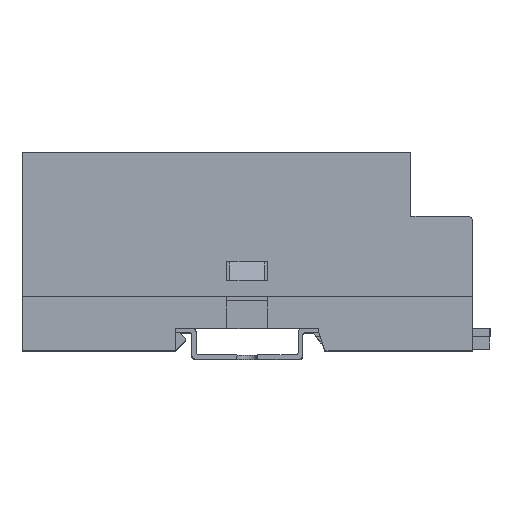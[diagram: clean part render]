
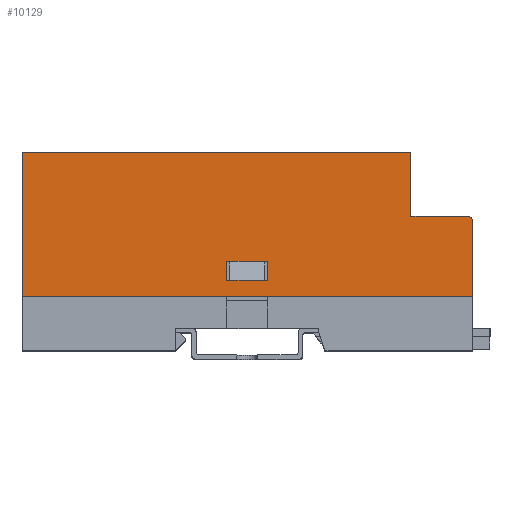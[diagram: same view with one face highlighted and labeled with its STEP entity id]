
A CAD part, top view. The second image highlights one B-rep face of the part: STEP entity #10129.
In plain terms, the highlighted face is planar.
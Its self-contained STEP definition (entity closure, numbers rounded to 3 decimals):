
#113 = EDGE_LOOP ( 'NONE', ( #19308, #224, #18925, #7770, #11076, #2630, #17460 ) ) ;
#190 = EDGE_CURVE ( 'NONE', #8029, #6712, #4856, .T. ) ;
#224 = ORIENTED_EDGE ( 'NONE', *, *, #8839, .T. ) ;
#345 = CARTESIAN_POINT ( 'NONE',  ( -54., 18.6, -35. ) ) ;
#412 = ORIENTED_EDGE ( 'NONE', *, *, #18444, .F. ) ;
#2003 = FACE_OUTER_BOUND ( 'NONE', #113, .T. ) ;
#2074 = VECTOR ( 'NONE', #5011, 1000. ) ;
#2189 = CARTESIAN_POINT ( 'NONE',  ( -55., 35.3, -35. ) ) ;
#2316 = LINE ( 'NONE', #4057, #8718 ) ;
#2537 = DIRECTION ( 'NONE',  ( 0., 1., 0. ) ) ;
#2604 = CARTESIAN_POINT ( 'NONE',  ( -5., 4., -35. ) ) ;
#2610 = AXIS2_PLACEMENT_3D ( 'NONE', #345, #13077, #5237 ) ;
#2630 = ORIENTED_EDGE ( 'NONE', *, *, #5457, .T. ) ;
#3352 = EDGE_CURVE ( 'NONE', #12170, #7878, #9683, .T. ) ;
#3432 = DIRECTION ( 'NONE',  ( -1., 0., 0. ) ) ;
#3503 = VERTEX_POINT ( 'NONE', #9945 ) ;
#3559 = PLANE ( 'NONE',  #11495 ) ;
#3716 = VERTEX_POINT ( 'NONE', #13570 ) ;
#4057 = CARTESIAN_POINT ( 'NONE',  ( 5., 4., -35. ) ) ;
#4836 = CARTESIAN_POINT ( 'NONE',  ( 5., 8.7, -35. ) ) ;
#4856 = LINE ( 'NONE', #2604, #16938 ) ;
#5011 = DIRECTION ( 'NONE',  ( 0., 1., 0. ) ) ;
#5081 = DIRECTION ( 'NONE',  ( 0., -1., 0. ) ) ;
#5087 = CARTESIAN_POINT ( 'NONE',  ( -55., 19.6, -35. ) ) ;
#5216 = VECTOR ( 'NONE', #18136, 1000. ) ;
#5237 = DIRECTION ( 'NONE',  ( 1., 0., 0. ) ) ;
#5457 = EDGE_CURVE ( 'NONE', #3503, #12170, #9328, .T. ) ;
#5604 = CARTESIAN_POINT ( 'NONE',  ( 5., 4., -35. ) ) ;
#5737 = ORIENTED_EDGE ( 'NONE', *, *, #190, .F. ) ;
#5889 = CARTESIAN_POINT ( 'NONE',  ( -55., 18.6, -35. ) ) ;
#6327 = CARTESIAN_POINT ( 'NONE',  ( -55., 35.3, -35. ) ) ;
#6712 = VERTEX_POINT ( 'NONE', #12956 ) ;
#6838 = CARTESIAN_POINT ( 'NONE',  ( -5., 4., -35. ) ) ;
#6905 = DIRECTION ( 'NONE',  ( 0., -1., 0. ) ) ;
#7003 = DIRECTION ( 'NONE',  ( 0., 0., 1. ) ) ;
#7171 = DIRECTION ( 'NONE',  ( -1., 0., 0. ) ) ;
#7770 = ORIENTED_EDGE ( 'NONE', *, *, #18325, .T. ) ;
#7878 = VERTEX_POINT ( 'NONE', #17310 ) ;
#7983 = CARTESIAN_POINT ( 'NONE',  ( 5., 8.7, -35. ) ) ;
#8029 = VERTEX_POINT ( 'NONE', #6838 ) ;
#8272 = CARTESIAN_POINT ( 'NONE',  ( -55., 35.3, -35. ) ) ;
#8277 = CARTESIAN_POINT ( 'NONE',  ( -40., 19.6, -35. ) ) ;
#8298 = VECTOR ( 'NONE', #5081, 1000. ) ;
#8418 = CARTESIAN_POINT ( 'NONE',  ( 55., 0., -35. ) ) ;
#8549 = EDGE_CURVE ( 'NONE', #17837, #8029, #18301, .T. ) ;
#8718 = VECTOR ( 'NONE', #18184, 1000. ) ;
#8839 = EDGE_CURVE ( 'NONE', #12527, #16033, #14214, .T. ) ;
#8979 = VECTOR ( 'NONE', #7171, 1000. ) ;
#9307 = LINE ( 'NONE', #6327, #15939 ) ;
#9328 = LINE ( 'NONE', #17862, #18686 ) ;
#9683 = LINE ( 'NONE', #19353, #17053 ) ;
#9945 = CARTESIAN_POINT ( 'NONE',  ( 55., 35.3, -35. ) ) ;
#10089 = EDGE_CURVE ( 'NONE', #6712, #10490, #10396, .T. ) ;
#10129 = ADVANCED_FACE ( 'NONE', ( #10128, #2003 ), #3559, .F. ) ;
#10128 = FACE_BOUND ( 'NONE', #15007, .T. ) ;
#10247 = CARTESIAN_POINT ( 'NONE',  ( 5., 4., -35. ) ) ;
#10396 = LINE ( 'NONE', #7983, #15773 ) ;
#10490 = VERTEX_POINT ( 'NONE', #4836 ) ;
#11076 = ORIENTED_EDGE ( 'NONE', *, *, #16460, .F. ) ;
#11235 = VERTEX_POINT ( 'NONE', #19501 ) ;
#11495 = AXIS2_PLACEMENT_3D ( 'NONE', #2189, #7003, #14568 ) ;
#11783 = CARTESIAN_POINT ( 'NONE',  ( -54., 19.6, -35. ) ) ;
#12170 = VERTEX_POINT ( 'NONE', #8418 ) ;
#12527 = VERTEX_POINT ( 'NONE', #5889 ) ;
#12956 = CARTESIAN_POINT ( 'NONE',  ( -5., 8.7, -35. ) ) ;
#13077 = DIRECTION ( 'NONE',  ( 0., 0., -1. ) ) ;
#13323 = EDGE_CURVE ( 'NONE', #12527, #7878, #15890, .T. ) ;
#13570 = CARTESIAN_POINT ( 'NONE',  ( -40., 35.3, -35. ) ) ;
#14214 = CIRCLE ( 'NONE', #2610, 1. ) ;
#14518 = ORIENTED_EDGE ( 'NONE', *, *, #8549, .F. ) ;
#14568 = DIRECTION ( 'NONE',  ( 1., 0., 0. ) ) ;
#15007 = EDGE_LOOP ( 'NONE', ( #20227, #5737, #14518, #412 ) ) ;
#15773 = VECTOR ( 'NONE', #19118, 1000. ) ;
#15890 = LINE ( 'NONE', #8272, #8298 ) ;
#15939 = VECTOR ( 'NONE', #3432, 1000. ) ;
#16033 = VERTEX_POINT ( 'NONE', #11783 ) ;
#16460 = EDGE_CURVE ( 'NONE', #3503, #3716, #9307, .T. ) ;
#16938 = VECTOR ( 'NONE', #2537, 1000. ) ;
#17053 = VECTOR ( 'NONE', #19424, 1000. ) ;
#17310 = CARTESIAN_POINT ( 'NONE',  ( -55., 0., -35. ) ) ;
#17460 = ORIENTED_EDGE ( 'NONE', *, *, #3352, .T. ) ;
#17837 = VERTEX_POINT ( 'NONE', #10247 ) ;
#17862 = CARTESIAN_POINT ( 'NONE',  ( 55., 35.3, -35. ) ) ;
#18136 = DIRECTION ( 'NONE',  ( -1., 0., 0. ) ) ;
#18184 = DIRECTION ( 'NONE',  ( 0., -1., 0. ) ) ;
#18301 = LINE ( 'NONE', #5604, #5216 ) ;
#18325 = EDGE_CURVE ( 'NONE', #11235, #3716, #19557, .T. ) ;
#18435 = EDGE_CURVE ( 'NONE', #11235, #16033, #20034, .T. ) ;
#18444 = EDGE_CURVE ( 'NONE', #10490, #17837, #2316, .T. ) ;
#18686 = VECTOR ( 'NONE', #6905, 1000. ) ;
#18925 = ORIENTED_EDGE ( 'NONE', *, *, #18435, .F. ) ;
#19118 = DIRECTION ( 'NONE',  ( 1., 0., 0. ) ) ;
#19308 = ORIENTED_EDGE ( 'NONE', *, *, #13323, .F. ) ;
#19353 = CARTESIAN_POINT ( 'NONE',  ( -55., 0., -35. ) ) ;
#19424 = DIRECTION ( 'NONE',  ( -1., 0., 0. ) ) ;
#19501 = CARTESIAN_POINT ( 'NONE',  ( -40., 19.6, -35. ) ) ;
#19557 = LINE ( 'NONE', #8277, #2074 ) ;
#20034 = LINE ( 'NONE', #5087, #8979 ) ;
#20227 = ORIENTED_EDGE ( 'NONE', *, *, #10089, .F. ) ;
